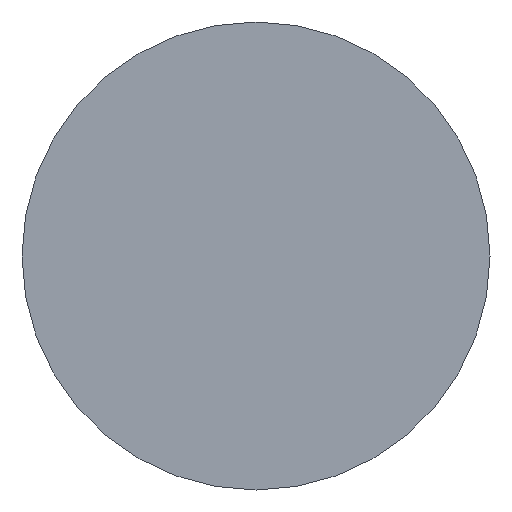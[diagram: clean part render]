
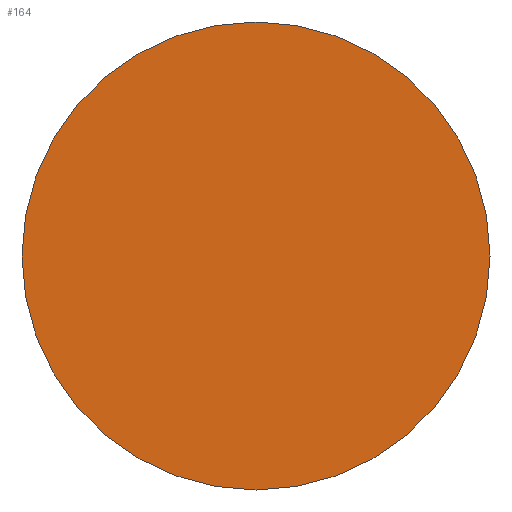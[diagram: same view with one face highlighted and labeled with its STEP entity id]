
A CAD part, left-side view. The second image highlights one B-rep face of the part: STEP entity #164.
In plain terms, the highlighted planar face has unit normal (-1, 0, 0).
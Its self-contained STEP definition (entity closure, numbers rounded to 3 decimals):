
#9 = DIRECTION ( 'NONE',  ( -1., 0., 0. ) ) ;
#14 = AXIS2_PLACEMENT_3D ( 'NONE', #161, #9, #69 ) ;
#23 = CIRCLE ( 'NONE', #14, 12.7 ) ;
#24 = DIRECTION ( 'NONE',  ( 1., 0., 0. ) ) ;
#54 = EDGE_LOOP ( 'NONE', ( #138, #96 ) ) ;
#63 = AXIS2_PLACEMENT_3D ( 'NONE', #160, #81, #131 ) ;
#67 = DIRECTION ( 'NONE',  ( 0., 0., -1. ) ) ;
#69 = DIRECTION ( 'NONE',  ( 0., 0., 1. ) ) ;
#81 = DIRECTION ( 'NONE',  ( -1., 0., 0. ) ) ;
#96 = ORIENTED_EDGE ( 'NONE', *, *, #149, .T. ) ;
#98 = AXIS2_PLACEMENT_3D ( 'NONE', #181, #24, #67 ) ;
#102 = FACE_OUTER_BOUND ( 'NONE', #54, .T. ) ;
#109 = VERTEX_POINT ( 'NONE', #117 ) ;
#117 = CARTESIAN_POINT ( 'NONE',  ( 1077.358, 150.681, 12.7 ) ) ;
#131 = DIRECTION ( 'NONE',  ( 0., 0., 1. ) ) ;
#138 = ORIENTED_EDGE ( 'NONE', *, *, #169, .T. ) ;
#147 = CARTESIAN_POINT ( 'NONE',  ( 1077.358, 150.681, -12.7 ) ) ;
#149 = EDGE_CURVE ( 'NONE', #184, #109, #179, .T. ) ;
#160 = CARTESIAN_POINT ( 'NONE',  ( 1077.358, 150.681, 0. ) ) ;
#161 = CARTESIAN_POINT ( 'NONE',  ( 1077.358, 150.681, 0. ) ) ;
#164 = ADVANCED_FACE ( 'NONE', ( #102 ), #178, .F. ) ;
#169 = EDGE_CURVE ( 'NONE', #109, #184, #23, .T. ) ;
#178 = PLANE ( 'NONE',  #98 ) ;
#179 = CIRCLE ( 'NONE', #63, 12.7 ) ;
#181 = CARTESIAN_POINT ( 'NONE',  ( 1077.358, 150.681, 0. ) ) ;
#184 = VERTEX_POINT ( 'NONE', #147 ) ;
